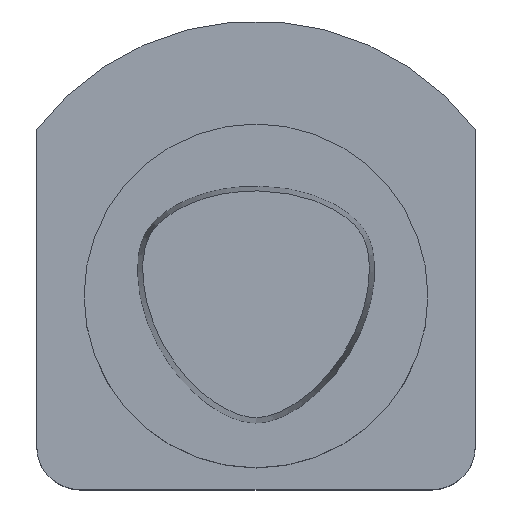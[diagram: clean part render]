
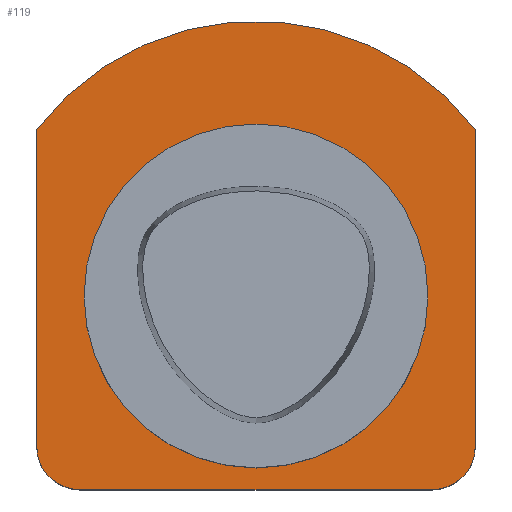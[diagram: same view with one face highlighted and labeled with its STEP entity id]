
A CAD part, top view. The second image highlights one B-rep face of the part: STEP entity #119.
In plain terms, the highlighted planar face has unit normal (0, 0, 1).
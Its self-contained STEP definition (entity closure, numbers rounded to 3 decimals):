
#80=EDGE_CURVE('240[2]',#226,#227,#228,.T.);
#119=ADVANCED_FACE('240[2]',(#283,#284),#285,.F.);
#125=EDGE_CURVE('240[2]',#293,#293,#294,.T.);
#129=EDGE_CURVE('240[2]',#299,#300,#301,.T.);
#140=EDGE_CURVE('240[2]',#307,#317,#318,.T.);
#144=EDGE_CURVE('240[2]',#227,#307,#323,.T.);
#168=EDGE_CURVE('240[2]',#268,#226,#351,.T.);
#170=EDGE_CURVE('240[2]',#317,#299,#353,.T.);
#206=EDGE_CURVE('240[2]',#300,#268,#398,.T.);
#226=VERTEX_POINT('',#409);
#227=VERTEX_POINT('',#410);
#228=LINE('',#411,#412);
#268=VERTEX_POINT('',#466);
#283=FACE_OUTER_BOUND('',#487,.T.);
#284=FACE_BOUND('',#488,.T.);
#285=PLANE('',#489);
#293=VERTEX_POINT('',#549);
#294=CIRCLE('',#550,39.993);
#299=VERTEX_POINT('',#558);
#300=VERTEX_POINT('',#559);
#301=CIRCLE('',#560,10.0);
#307=VERTEX_POINT('',#569);
#317=VERTEX_POINT('',#586);
#318=CIRCLE('',#587,10.);
#323=LINE('',#595,#596);
#351=CIRCLE('',#642,64.0);
#353=LINE('',#645,#646);
#398=LINE('',#1188,#1189);
#409=CARTESIAN_POINT('',(51.,38.665,-30.0));
#410=CARTESIAN_POINT('',(51.0,-0.1,-30.0));
#411=CARTESIAN_POINT('',(51.0,-0.1,-30.0));
#412=VECTOR('',#1195,1.0);
#466=CARTESIAN_POINT('',(-51.,38.665,-30.0));
#487=EDGE_LOOP('',(#1268,#1269,#1270,#1271,#1272,#1273,#1274));
#488=EDGE_LOOP('',(#1275));
#489=AXIS2_PLACEMENT_3D('',#1276,#1277,#1278);
#549=CARTESIAN_POINT('',(39.993,0.,-30.0));
#550=AXIS2_PLACEMENT_3D('',#1280,#1281,#1282);
#558=CARTESIAN_POINT('',(-41.0,-45.0,-30.0));
#559=CARTESIAN_POINT('',(-51.0,-35.,-30.0));
#560=AXIS2_PLACEMENT_3D('',#1284,#1285,#1286);
#569=CARTESIAN_POINT('',(51.0,-35.0,-30.0));
#586=CARTESIAN_POINT('',(41.0,-45.0,-30.0));
#587=AXIS2_PLACEMENT_3D('',#1297,#1298,#1299);
#595=CARTESIAN_POINT('',(51.0,-0.1,-30.0));
#596=VECTOR('',#1301,1.0);
#642=AXIS2_PLACEMENT_3D('',#1328,#1329,#1330);
#645=CARTESIAN_POINT('',(41.0,-45.0,-30.0));
#646=VECTOR('',#1331,1.0);
#1188=CARTESIAN_POINT('',(-51.0,-35.,-30.0));
#1189=VECTOR('',#1386,1.0);
#1195=DIRECTION('',(0.,-1.0,0.));
#1268=ORIENTED_EDGE('',*,*,#206,.F.);
#1269=ORIENTED_EDGE('',*,*,#129,.F.);
#1270=ORIENTED_EDGE('',*,*,#170,.F.);
#1271=ORIENTED_EDGE('',*,*,#140,.F.);
#1272=ORIENTED_EDGE('',*,*,#144,.F.);
#1273=ORIENTED_EDGE('',*,*,#80,.F.);
#1274=ORIENTED_EDGE('',*,*,#168,.F.);
#1275=ORIENTED_EDGE('',*,*,#125,.T.);
#1276=CARTESIAN_POINT('',(51.,-45.,-30.0));
#1277=DIRECTION('',(0.,0.,-1.0));
#1278=DIRECTION('',(0.0,-1.0,0.));
#1280=CARTESIAN_POINT('',(0.,0.,-30.0));
#1281=DIRECTION('',(0.,0.,-1.0));
#1282=DIRECTION('',(1.0,0.,0.));
#1284=CARTESIAN_POINT('',(-41.0,-35.0,-30.0));
#1285=DIRECTION('',(0.,0.,-1.0));
#1286=DIRECTION('',(0.,-1.0,0.));
#1297=CARTESIAN_POINT('',(41.0,-35.0,-30.0));
#1298=DIRECTION('',(0.,0.,-1.0));
#1299=DIRECTION('',(1.0,0.,0.));
#1301=DIRECTION('',(0.,-1.0,0.));
#1328=CARTESIAN_POINT('',(0.,0.,-30.0));
#1329=DIRECTION('',(0.,0.,-1.0));
#1330=DIRECTION('',(-0.78,0.626,0.));
#1331=DIRECTION('',(-1.0,0.,0.));
#1386=DIRECTION('',(0.,1.0,0.));
